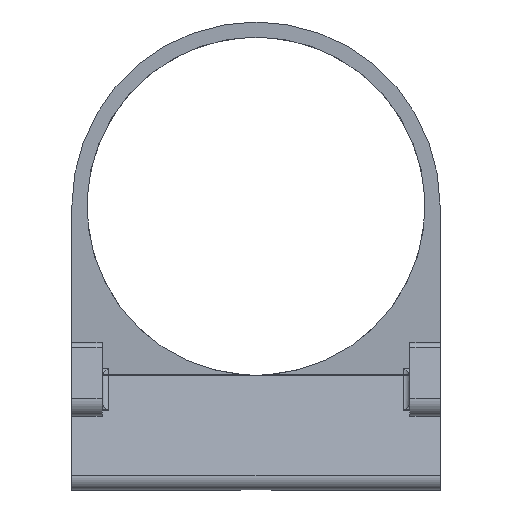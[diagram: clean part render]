
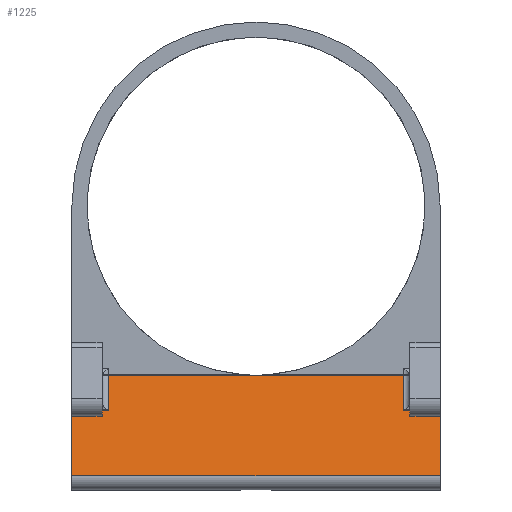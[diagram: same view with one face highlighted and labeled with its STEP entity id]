
A CAD part, top view. The second image highlights one B-rep face of the part: STEP entity #1225.
In plain terms, the highlighted planar face has unit normal (0, 0.174, 0.985).
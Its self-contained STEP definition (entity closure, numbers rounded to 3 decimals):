
#324=CARTESIAN_POINT('',(31.5,-33.582,1.44));
#325=VERTEX_POINT('',#324);
#333=CARTESIAN_POINT('',(31.5,-44.326,3.334));
#334=VERTEX_POINT('',#333);
#335=CARTESIAN_POINT('',(31.5,-44.326,3.334));
#336=DIRECTION('',(0.,0.985,-0.174));
#337=VECTOR('',#336,10.91);
#338=LINE('',#335,#337);
#339=EDGE_CURVE('',#334,#325,#338,.T.);
#522=CARTESIAN_POINT('',(-29.5,-44.326,3.334));
#523=VERTEX_POINT('',#522);
#531=CARTESIAN_POINT('',(-29.5,-33.582,1.44));
#532=VERTEX_POINT('',#531);
#533=CARTESIAN_POINT('',(-29.5,-44.326,3.334));
#534=DIRECTION('',(0.,0.985,-0.174));
#535=VECTOR('',#534,10.91);
#536=LINE('',#533,#535);
#537=EDGE_CURVE('',#523,#532,#536,.T.);
#1172=CARTESIAN_POINT('',(-50.,-43.923,3.263));
#1173=DIRECTION('',(0.,0.174,0.985));
#1174=DIRECTION('',(0.,-0.985,0.174));
#1175=AXIS2_PLACEMENT_3D('',#1172,#1173,#1174);
#1176=PLANE('',#1175);
#1177=ORIENTED_EDGE('',*,*,#537,.F.);
#1178=CARTESIAN_POINT('',(31.5,-44.326,3.334));
#1179=DIRECTION('',(-1.,0.,0.));
#1180=VECTOR('',#1179,61.);
#1181=LINE('',#1178,#1180);
#1182=EDGE_CURVE('',#334,#523,#1181,.T.);
#1183=ORIENTED_EDGE('',*,*,#1182,.F.);
#1184=ORIENTED_EDGE('',*,*,#339,.T.);
#1185=CARTESIAN_POINT('',(25.5,-33.582,1.44));
#1186=VERTEX_POINT('',#1185);
#1187=CARTESIAN_POINT('',(31.5,-33.582,1.44));
#1188=DIRECTION('',(-1.,-0.,0.));
#1189=VECTOR('',#1188,6.);
#1190=LINE('',#1187,#1189);
#1191=EDGE_CURVE('',#325,#1186,#1190,.T.);
#1192=ORIENTED_EDGE('',*,*,#1191,.T.);
#1193=CARTESIAN_POINT('',(25.5,-27.76,0.413));
#1194=VERTEX_POINT('',#1193);
#1195=CARTESIAN_POINT('',(25.5,-33.582,1.44));
#1196=DIRECTION('',(-0.,0.985,-0.174));
#1197=VECTOR('',#1196,5.913);
#1198=LINE('',#1195,#1197);
#1199=EDGE_CURVE('',#1186,#1194,#1198,.T.);
#1200=ORIENTED_EDGE('',*,*,#1199,.T.);
#1201=CARTESIAN_POINT('',(-23.5,-27.76,0.413));
#1202=VERTEX_POINT('',#1201);
#1203=CARTESIAN_POINT('',(-23.5,-27.76,0.413));
#1204=DIRECTION('',(1.,0.,-0.));
#1205=VECTOR('',#1204,49.);
#1206=LINE('',#1203,#1205);
#1207=EDGE_CURVE('',#1202,#1194,#1206,.T.);
#1208=ORIENTED_EDGE('',*,*,#1207,.F.);
#1209=CARTESIAN_POINT('',(-23.5,-33.582,1.44));
#1210=VERTEX_POINT('',#1209);
#1211=CARTESIAN_POINT('',(-23.5,-33.582,1.44));
#1212=DIRECTION('',(-0.,0.985,-0.174));
#1213=VECTOR('',#1212,5.913);
#1214=LINE('',#1211,#1213);
#1215=EDGE_CURVE('',#1210,#1202,#1214,.T.);
#1216=ORIENTED_EDGE('',*,*,#1215,.F.);
#1217=CARTESIAN_POINT('',(-29.5,-33.582,1.44));
#1218=DIRECTION('',(1.,-0.,-0.));
#1219=VECTOR('',#1218,6.);
#1220=LINE('',#1217,#1219);
#1221=EDGE_CURVE('',#532,#1210,#1220,.T.);
#1222=ORIENTED_EDGE('',*,*,#1221,.F.);
#1223=EDGE_LOOP('',(#1177,#1183,#1184,#1192,#1200,#1208,#1216,#1222));
#1224=FACE_BOUND('',#1223,.T.);
#1225=ADVANCED_FACE('',(#1224),#1176,.T.);
